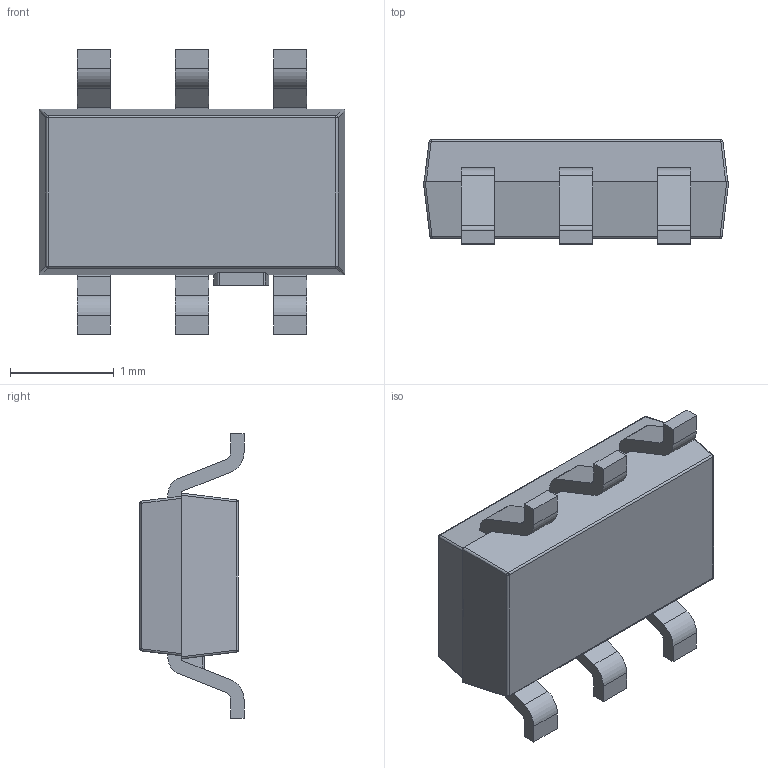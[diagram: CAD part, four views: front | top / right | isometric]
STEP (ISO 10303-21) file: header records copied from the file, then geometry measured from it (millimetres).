
FILE_DESCRIPTION (( '3D model for products with SOT457 package' ), '1' );
FILE_NAME ('SOT457.step', '2018-08-29T08:47:27', ( 'Nexperia' ), ( 'Nexperia' ), 'SwSTEP 2.0', '', '' );
FILE_SCHEMA (( 'AUTOMOTIVE_DESIGN' ));
Length unit declared in the file: millimetre
Products named in the file (4): SOT457 Upper body; SOT457 Lead; SOT457 Lower body; SOT457 step
Assembly tree (8 placements, depth 2):
  SOT457 step
    SOT457 Lower body
    SOT457 Lead  x6
    SOT457 Upper body
Bounding box: 2.95 x 1 x 2.75 mm (x, y, z)
Volume: 4.4 mm3; surface area: 32.9 mm2
Topology: 8 solids, 8 shells, 180 faces, 467 edges, 298 vertices
Faces by surface type: plane 115, cylinder 57, sphere 8
Entity records: 3601 total; most frequent: CARTESIAN_POINT 608, DIRECTION 575, ORIENTED_EDGE 558, EDGE_CURVE 279, VECTOR 205, LINE 205, AXIS2_PLACEMENT_3D 185, VERTEX_POINT 178
